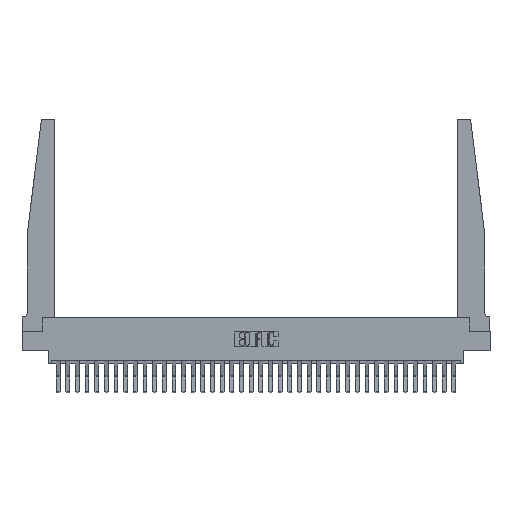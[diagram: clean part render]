
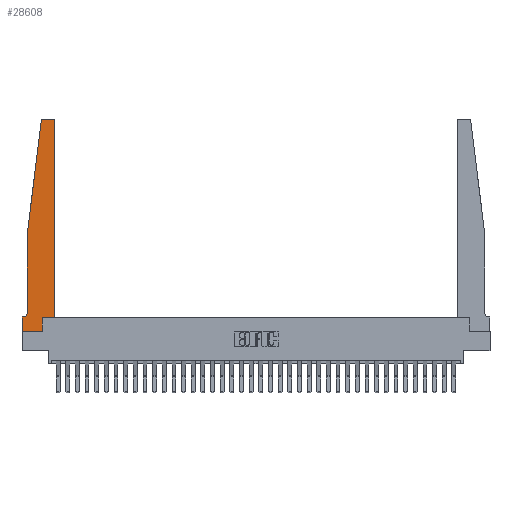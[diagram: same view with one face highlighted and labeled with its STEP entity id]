
A CAD part, top view. The second image highlights one B-rep face of the part: STEP entity #28608.
In plain terms, the highlighted planar face has unit normal (0, 0, 1).
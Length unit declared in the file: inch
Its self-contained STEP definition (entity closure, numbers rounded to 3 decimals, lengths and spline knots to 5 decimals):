
#55 = VECTOR ( 'NONE', #24170, 39.37008 ) ;
#209 = LINE ( 'NONE', #18003, #9043 ) ;
#283 = CIRCLE ( 'NONE', #9301, 0.05 ) ;
#359 = VERTEX_POINT ( 'NONE', #27145 ) ;
#530 = CARTESIAN_POINT ( 'NONE',  ( 0.2605, 0.18, 0.37 ) ) ;
#730 = CARTESIAN_POINT ( 'NONE',  ( 0.425, 0.18, 0.37 ) ) ;
#931 = EDGE_CURVE ( 'NONE', #16656, #28803, #1383, .T. ) ;
#1383 = LINE ( 'NONE', #6703, #55 ) ;
#1539 = CARTESIAN_POINT ( 'NONE',  ( 0., 0.1875, 0.37 ) ) ;
#2193 = CARTESIAN_POINT ( 'NONE',  ( 0.065, 1.25, 0.37 ) ) ;
#2449 = VECTOR ( 'NONE', #22609, 39.37008 ) ;
#2568 = DIRECTION ( 'NONE',  ( 1., 0., 0. ) ) ;
#2613 = DIRECTION ( 'NONE',  ( 1., 0., 0. ) ) ;
#3129 = DIRECTION ( 'NONE',  ( -0.122, -0.992, 0. ) ) ;
#3716 = DIRECTION ( 'NONE',  ( 0., -1., 0. ) ) ;
#4065 = ORIENTED_EDGE ( 'NONE', *, *, #6264, .T. ) ;
#4229 = AXIS2_PLACEMENT_3D ( 'NONE', #29004, #13883, #6223 ) ;
#5053 = CARTESIAN_POINT ( 'NONE',  ( 0.425, 2.72, 0.37 ) ) ;
#5723 = LINE ( 'NONE', #20529, #15292 ) ;
#5919 = VERTEX_POINT ( 'NONE', #25340 ) ;
#6223 = DIRECTION ( 'NONE',  ( 1., 0., 0. ) ) ;
#6264 = EDGE_CURVE ( 'NONE', #9993, #28594, #26956, .T. ) ;
#6316 = VECTOR ( 'NONE', #25105, 39.37008 ) ;
#6703 = CARTESIAN_POINT ( 'NONE',  ( 0.2605, 0.18, 0.37 ) ) ;
#6817 = ORIENTED_EDGE ( 'NONE', *, *, #7739, .T. ) ;
#6860 = FACE_OUTER_BOUND ( 'NONE', #15765, .T. ) ;
#7071 = CARTESIAN_POINT ( 'NONE',  ( 0.065, 1.25, 0.37 ) ) ;
#7461 = CARTESIAN_POINT ( 'NONE',  ( 0., 0., 0.37 ) ) ;
#7739 = EDGE_CURVE ( 'NONE', #31520, #16726, #209, .T. ) ;
#8861 = CARTESIAN_POINT ( 'NONE',  ( 0., 0., 0.37 ) ) ;
#9043 = VECTOR ( 'NONE', #15516, 39.37008 ) ;
#9301 = AXIS2_PLACEMENT_3D ( 'NONE', #32276, #9503, #24784 ) ;
#9486 = ORIENTED_EDGE ( 'NONE', *, *, #20385, .T. ) ;
#9503 = DIRECTION ( 'NONE',  ( 0., 0., -1. ) ) ;
#9762 = CIRCLE ( 'NONE', #18260, 0.03 ) ;
#9993 = VERTEX_POINT ( 'NONE', #7071 ) ;
#12142 = CARTESIAN_POINT ( 'NONE',  ( 0.395, 2.72, 0.37 ) ) ;
#13883 = DIRECTION ( 'NONE',  ( 0., 0., 1. ) ) ;
#14205 = CARTESIAN_POINT ( 'NONE',  ( 0.065, 0.2375, 0.37 ) ) ;
#14483 = LINE ( 'NONE', #22120, #6316 ) ;
#14957 = LINE ( 'NONE', #7461, #2449 ) ;
#15292 = VECTOR ( 'NONE', #2568, 39.37008 ) ;
#15426 = CARTESIAN_POINT ( 'NONE',  ( 0.27653, 2.72, 0.37 ) ) ;
#15443 = EDGE_CURVE ( 'NONE', #16893, #16153, #9762, .T. ) ;
#15516 = DIRECTION ( 'NONE',  ( -1., 0., 0. ) ) ;
#15764 = CARTESIAN_POINT ( 'NONE',  ( 0.395, 2.75, 0.37 ) ) ;
#15765 = EDGE_LOOP ( 'NONE', ( #25191, #21380, #17557, #4065, #29857, #6817, #9486, #16631, #25346, #20113, #29067, #27432 ) ) ;
#16153 = VERTEX_POINT ( 'NONE', #15764 ) ;
#16211 = CARTESIAN_POINT ( 'NONE',  ( 0.2605, 0., 0.37 ) ) ;
#16402 = VERTEX_POINT ( 'NONE', #22877 ) ;
#16600 = CIRCLE ( 'NONE', #21909, 0.03 ) ;
#16631 = ORIENTED_EDGE ( 'NONE', *, *, #22286, .T. ) ;
#16656 = VERTEX_POINT ( 'NONE', #16211 ) ;
#16726 = VERTEX_POINT ( 'NONE', #1539 ) ;
#16893 = VERTEX_POINT ( 'NONE', #5053 ) ;
#16915 = VECTOR ( 'NONE', #29639, 39.37008 ) ;
#17557 = ORIENTED_EDGE ( 'NONE', *, *, #22440, .T. ) ;
#17586 = DIRECTION ( 'NONE',  ( 0., 0., 1. ) ) ;
#17603 = EDGE_CURVE ( 'NONE', #28594, #31520, #283, .T. ) ;
#18003 = CARTESIAN_POINT ( 'NONE',  ( 0.065, 0.1875, 0.37 ) ) ;
#18260 = AXIS2_PLACEMENT_3D ( 'NONE', #12142, #26606, #19611 ) ;
#18929 = VECTOR ( 'NONE', #3129, 39.37008 ) ;
#19611 = DIRECTION ( 'NONE',  ( 1., 0., 0. ) ) ;
#20113 = ORIENTED_EDGE ( 'NONE', *, *, #24407, .T. ) ;
#20323 = LINE ( 'NONE', #25457, #25878 ) ;
#20385 = EDGE_CURVE ( 'NONE', #16726, #16402, #21329, .T. ) ;
#20529 = CARTESIAN_POINT ( 'NONE',  ( 0.425, 0.18, 0.37 ) ) ;
#21329 = LINE ( 'NONE', #8861, #22018 ) ;
#21380 = ORIENTED_EDGE ( 'NONE', *, *, #32127, .T. ) ;
#21909 = AXIS2_PLACEMENT_3D ( 'NONE', #15426, #17586, #2613 ) ;
#22018 = VECTOR ( 'NONE', #3716, 39.37008 ) ;
#22120 = CARTESIAN_POINT ( 'NONE',  ( 0.425, 0.18, 0.37 ) ) ;
#22286 = EDGE_CURVE ( 'NONE', #16402, #16656, #14957, .T. ) ;
#22440 = EDGE_CURVE ( 'NONE', #359, #9993, #28420, .T. ) ;
#22609 = DIRECTION ( 'NONE',  ( 1., 0., 0. ) ) ;
#22877 = CARTESIAN_POINT ( 'NONE',  ( 0., 0., 0.37 ) ) ;
#23647 = EDGE_CURVE ( 'NONE', #16153, #5919, #20323, .T. ) ;
#24170 = DIRECTION ( 'NONE',  ( 0., 1., 0. ) ) ;
#24407 = EDGE_CURVE ( 'NONE', #28803, #32744, #5723, .T. ) ;
#24784 = DIRECTION ( 'NONE',  ( -1., 0., 0. ) ) ;
#25098 = CARTESIAN_POINT ( 'NONE',  ( 0.015, 0.1875, 0.37 ) ) ;
#25105 = DIRECTION ( 'NONE',  ( 0., 1., 0. ) ) ;
#25191 = ORIENTED_EDGE ( 'NONE', *, *, #23647, .T. ) ;
#25340 = CARTESIAN_POINT ( 'NONE',  ( 0.27653, 2.75, 0.37 ) ) ;
#25346 = ORIENTED_EDGE ( 'NONE', *, *, #931, .T. ) ;
#25412 = CARTESIAN_POINT ( 'NONE',  ( 0.065, 1.25, 0.37 ) ) ;
#25457 = CARTESIAN_POINT ( 'NONE',  ( 0.25, 2.75, 0.37 ) ) ;
#25878 = VECTOR ( 'NONE', #27632, 39.37008 ) ;
#26606 = DIRECTION ( 'NONE',  ( 0., 0., 1. ) ) ;
#26956 = LINE ( 'NONE', #2193, #16915 ) ;
#27145 = CARTESIAN_POINT ( 'NONE',  ( 0.24675, 2.72367, 0.37 ) ) ;
#27432 = ORIENTED_EDGE ( 'NONE', *, *, #15443, .T. ) ;
#27632 = DIRECTION ( 'NONE',  ( -1., 0., 0. ) ) ;
#27746 = EDGE_CURVE ( 'NONE', #32744, #16893, #14483, .T. ) ;
#28420 = LINE ( 'NONE', #25412, #18929 ) ;
#28594 = VERTEX_POINT ( 'NONE', #14205 ) ;
#28608 = ADVANCED_FACE ( 'NONE', ( #6860 ), #32149, .T. ) ;
#28803 = VERTEX_POINT ( 'NONE', #530 ) ;
#29004 = CARTESIAN_POINT ( 'NONE',  ( 0., 0.1875, 0.37 ) ) ;
#29067 = ORIENTED_EDGE ( 'NONE', *, *, #27746, .T. ) ;
#29639 = DIRECTION ( 'NONE',  ( 0., -1., 0. ) ) ;
#29857 = ORIENTED_EDGE ( 'NONE', *, *, #17603, .T. ) ;
#31520 = VERTEX_POINT ( 'NONE', #25098 ) ;
#32127 = EDGE_CURVE ( 'NONE', #5919, #359, #16600, .T. ) ;
#32149 = PLANE ( 'NONE',  #4229 ) ;
#32276 = CARTESIAN_POINT ( 'NONE',  ( 0.015, 0.2375, 0.37 ) ) ;
#32744 = VERTEX_POINT ( 'NONE', #730 ) ;
